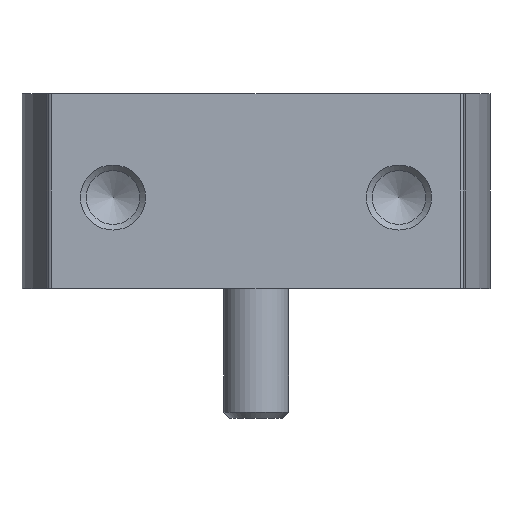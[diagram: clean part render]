
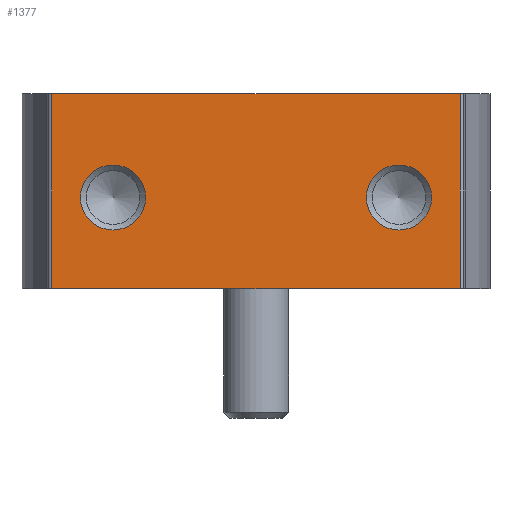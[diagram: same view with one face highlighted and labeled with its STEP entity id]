
A CAD part, left-side view. The second image highlights one B-rep face of the part: STEP entity #1377.
In plain terms, the highlighted planar face has unit normal (-1, 0, 0).
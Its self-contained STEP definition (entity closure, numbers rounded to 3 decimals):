
#95=LINE('',#2151,#196);
#105=LINE('',#2207,#206);
#106=LINE('',#2213,#207);
#107=LINE('',#2215,#208);
#196=VECTOR('',#1690,1000.);
#206=VECTOR('',#1738,1000.);
#207=VECTOR('',#1745,1000.);
#208=VECTOR('',#1746,1000.);
#333=ORIENTED_EDGE('',*,*,#714,.T.);
#334=ORIENTED_EDGE('',*,*,#715,.T.);
#335=ORIENTED_EDGE('',*,*,#685,.F.);
#336=ORIENTED_EDGE('',*,*,#713,.F.);
#337=ORIENTED_EDGE('',*,*,#716,.T.);
#338=ORIENTED_EDGE('',*,*,#717,.T.);
#685=EDGE_CURVE('',#876,#877,#95,.T.);
#713=EDGE_CURVE('',#903,#876,#105,.T.);
#714=EDGE_CURVE('',#904,#904,#1024,.T.);
#715=EDGE_CURVE('',#905,#905,#1025,.T.);
#716=EDGE_CURVE('',#903,#906,#106,.T.);
#717=EDGE_CURVE('',#906,#877,#107,.T.);
#876=VERTEX_POINT('',#2150);
#877=VERTEX_POINT('',#2152);
#903=VERTEX_POINT('',#2206);
#904=VERTEX_POINT('',#2210);
#905=VERTEX_POINT('',#2212);
#906=VERTEX_POINT('',#2214);
#1024=CIRCLE('',#1520,2.5);
#1025=CIRCLE('',#1521,2.5);
#1091=EDGE_LOOP('',(#333));
#1092=EDGE_LOOP('',(#334));
#1093=EDGE_LOOP('',(#335,#336,#337,#338));
#1214=FACE_BOUND('',#1091,.T.);
#1215=FACE_BOUND('',#1092,.T.);
#1216=FACE_BOUND('',#1093,.T.);
#1334=PLANE('',#1519);
#1377=ADVANCED_FACE('',(#1214,#1215,#1216),#1334,.T.);
#1519=AXIS2_PLACEMENT_3D('',#2208,#1739,#1740);
#1520=AXIS2_PLACEMENT_3D('',#2209,#1741,#1742);
#1521=AXIS2_PLACEMENT_3D('',#2211,#1743,#1744);
#1690=DIRECTION('',(0.,0.,1.));
#1738=DIRECTION('',(0.,1.,0.));
#1739=DIRECTION('',(-1.,0.,0.));
#1740=DIRECTION('',(0.,0.,1.));
#1741=DIRECTION('',(1.,0.,0.));
#1742=DIRECTION('',(0.,0.,-1.));
#1743=DIRECTION('',(1.,0.,0.));
#1744=DIRECTION('',(0.,0.,-1.));
#1745=DIRECTION('',(0.,0.,1.));
#1746=DIRECTION('',(0.,1.,0.));
#2150=CARTESIAN_POINT('',(-33.5,15.,-15.7));
#2151=CARTESIAN_POINT('',(-33.5,15.,-15.7));
#2152=CARTESIAN_POINT('',(-33.5,15.,15.7));
#2206=CARTESIAN_POINT('',(-33.5,0.,-15.7));
#2207=CARTESIAN_POINT('',(-33.5,0.,-15.7));
#2208=CARTESIAN_POINT('',(-33.5,0.,-15.7));
#2209=CARTESIAN_POINT('',(-33.5,7.,11.));
#2210=CARTESIAN_POINT('',(-33.5,7.,8.5));
#2211=CARTESIAN_POINT('',(-33.5,7.,-11.));
#2212=CARTESIAN_POINT('',(-33.5,7.,-13.5));
#2213=CARTESIAN_POINT('',(-33.5,0.,-15.7));
#2214=CARTESIAN_POINT('',(-33.5,0.,15.7));
#2215=CARTESIAN_POINT('',(-33.5,0.,15.7));
